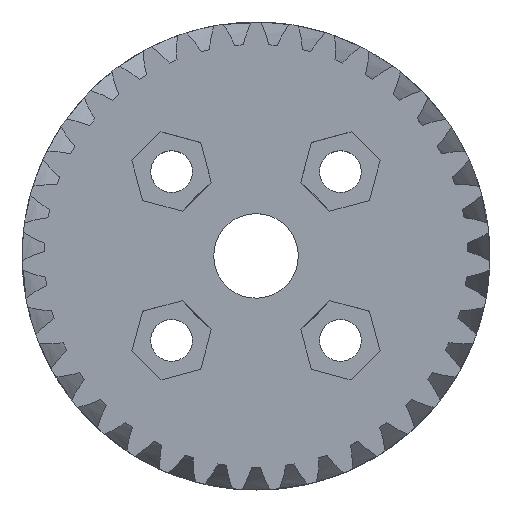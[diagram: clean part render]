
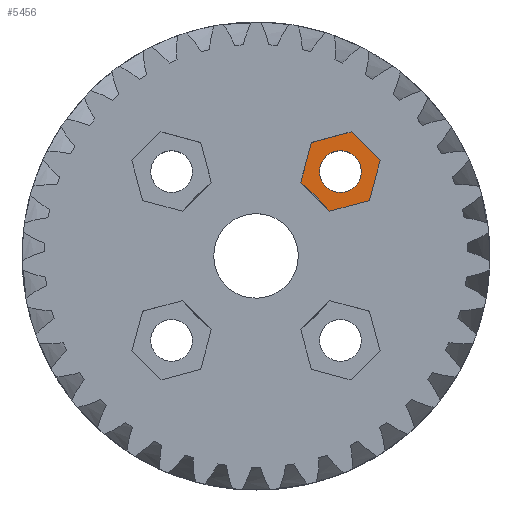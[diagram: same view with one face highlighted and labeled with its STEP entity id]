
A CAD part, top view. The second image highlights one B-rep face of the part: STEP entity #5456.
In plain terms, the highlighted planar face has unit normal (0, 0, 1).
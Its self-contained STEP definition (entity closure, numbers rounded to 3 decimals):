
#24=FACE_BOUND('',#1399,.T.);
#49=PLANE('',#5793);
#1074=FACE_OUTER_BOUND('',#1398,.T.);
#1398=EDGE_LOOP('',(#3749,#3750,#3751,#3752,#3753,#3754,#3755,#3756));
#1399=EDGE_LOOP('',(#3757));
#1707=LINE('',#8007,#1807);
#1711=LINE('',#8015,#1811);
#1716=LINE('',#8026,#1816);
#1720=LINE('',#8033,#1820);
#1723=LINE('',#8039,#1823);
#1725=LINE('',#8042,#1825);
#1727=LINE('',#8045,#1827);
#1807=VECTOR('',#6013,10.);
#1811=VECTOR('',#6017,10.);
#1816=VECTOR('',#6024,10.);
#1820=VECTOR('',#6030,10.);
#1823=VECTOR('',#6035,10.);
#1825=VECTOR('',#6039,10.);
#1827=VECTOR('',#6043,10.);
#1912=CIRCLE('',#5794,8.5);
#1913=CIRCLE('',#5795,2.1);
#2115=VERTEX_POINT('',#8003);
#2117=VERTEX_POINT('',#8006);
#2120=VERTEX_POINT('',#8012);
#2121=VERTEX_POINT('',#8014);
#2125=VERTEX_POINT('',#8023);
#2126=VERTEX_POINT('',#8025);
#2128=VERTEX_POINT('',#8031);
#2130=VERTEX_POINT('',#8037);
#2131=VERTEX_POINT('',#8048);
#2742=EDGE_CURVE('',#2115,#2117,#1707,.T.);
#2746=EDGE_CURVE('',#2120,#2121,#1711,.T.);
#2751=EDGE_CURVE('',#2125,#2126,#1716,.T.);
#2755=EDGE_CURVE('',#2128,#2125,#1720,.T.);
#2758=EDGE_CURVE('',#2130,#2128,#1723,.T.);
#2760=EDGE_CURVE('',#2117,#2130,#1725,.T.);
#2762=EDGE_CURVE('',#2126,#2120,#1727,.T.);
#2763=EDGE_CURVE('',#2121,#2115,#1912,.T.);
#2764=EDGE_CURVE('',#2131,#2131,#1913,.T.);
#3749=ORIENTED_EDGE('',*,*,#2763,.F.);
#3750=ORIENTED_EDGE('',*,*,#2746,.F.);
#3751=ORIENTED_EDGE('',*,*,#2762,.F.);
#3752=ORIENTED_EDGE('',*,*,#2751,.F.);
#3753=ORIENTED_EDGE('',*,*,#2755,.F.);
#3754=ORIENTED_EDGE('',*,*,#2758,.F.);
#3755=ORIENTED_EDGE('',*,*,#2760,.F.);
#3756=ORIENTED_EDGE('',*,*,#2742,.F.);
#3757=ORIENTED_EDGE('',*,*,#2764,.F.);
#5456=ADVANCED_FACE('',(#1074,#24),#49,.T.);
#5793=AXIS2_PLACEMENT_3D('',#8046,#6044,#6045);
#5794=AXIS2_PLACEMENT_3D('',#8047,#6046,#6047);
#5795=AXIS2_PLACEMENT_3D('',#8049,#6048,#6049);
#6013=DIRECTION('',(-0.707,0.707,0.));
#6017=DIRECTION('',(-0.707,0.707,0.));
#6024=DIRECTION('',(-0.259,-0.966,0.));
#6030=DIRECTION('',(0.707,-0.707,0.));
#6035=DIRECTION('',(0.966,0.259,0.));
#6039=DIRECTION('',(0.259,0.966,0.));
#6043=DIRECTION('',(-0.966,-0.259,0.));
#6044=DIRECTION('center_axis',(0.,0.,1.));
#6045=DIRECTION('ref_axis',(1.,0.,0.));
#6046=DIRECTION('center_axis',(0.,0.,1.));
#6047=DIRECTION('ref_axis',(-1.,0.,0.));
#6048=DIRECTION('center_axis',(0.,0.,1.));
#6049=DIRECTION('ref_axis',(-1.,0.,0.));
#8003=CARTESIAN_POINT('',(5.161,6.754,15.));
#8006=CARTESIAN_POINT('',(4.498,7.417,15.));
#8007=CARTESIAN_POINT('',(4.498,7.417,15.));
#8012=CARTESIAN_POINT('',(7.417,4.498,15.));
#8014=CARTESIAN_POINT('',(6.754,5.161,15.));
#8015=CARTESIAN_POINT('',(4.498,7.417,15.));
#8023=CARTESIAN_POINT('',(12.473,9.554,15.));
#8025=CARTESIAN_POINT('',(11.404,5.566,15.));
#8026=CARTESIAN_POINT('',(11.404,5.566,15.));
#8031=CARTESIAN_POINT('',(9.554,12.473,15.));
#8033=CARTESIAN_POINT('',(12.473,9.554,15.));
#8037=CARTESIAN_POINT('',(5.566,11.404,15.));
#8039=CARTESIAN_POINT('',(9.554,12.473,15.));
#8042=CARTESIAN_POINT('',(5.566,11.404,15.));
#8045=CARTESIAN_POINT('',(7.417,4.498,15.));
#8046=CARTESIAN_POINT('Origin',(8.485,8.485,15.));
#8047=CARTESIAN_POINT('Origin',(0.,0.,15.));
#8048=CARTESIAN_POINT('',(10.585,8.485,15.));
#8049=CARTESIAN_POINT('Origin',(8.485,8.485,15.));
